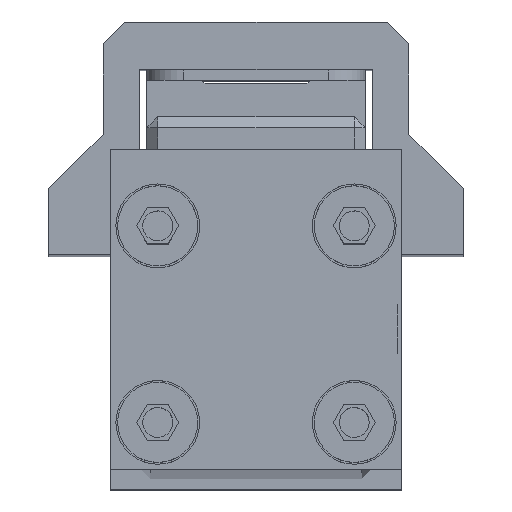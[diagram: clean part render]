
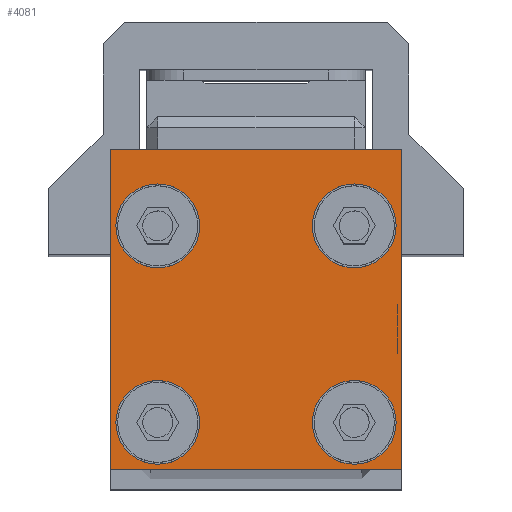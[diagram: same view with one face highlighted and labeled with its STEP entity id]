
A CAD part, top view. The second image highlights one B-rep face of the part: STEP entity #4081.
In plain terms, the highlighted planar face has unit normal (0, 0, 1).
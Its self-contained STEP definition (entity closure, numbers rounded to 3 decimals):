
#96=CIRCLE('',#4388,5.75);
#97=CIRCLE('',#4389,5.75);
#98=CIRCLE('',#4390,5.75);
#99=CIRCLE('',#4391,5.75);
#366=ORIENTED_EDGE('',*,*,#1408,.T.);
#367=ORIENTED_EDGE('',*,*,#1409,.T.);
#368=ORIENTED_EDGE('',*,*,#1410,.T.);
#369=ORIENTED_EDGE('',*,*,#1411,.T.);
#370=ORIENTED_EDGE('',*,*,#1351,.F.);
#371=ORIENTED_EDGE('',*,*,#1360,.F.);
#372=ORIENTED_EDGE('',*,*,#1342,.F.);
#373=ORIENTED_EDGE('',*,*,#1346,.F.);
#1342=EDGE_CURVE('',#1871,#1872,#2273,.T.);
#1346=EDGE_CURVE('',#1875,#1871,#2277,.T.);
#1351=EDGE_CURVE('',#1879,#1875,#2280,.T.);
#1360=EDGE_CURVE('',#1872,#1879,#2289,.T.);
#1408=EDGE_CURVE('',#1922,#1922,#96,.T.);
#1409=EDGE_CURVE('',#1923,#1923,#97,.T.);
#1410=EDGE_CURVE('',#1924,#1924,#98,.T.);
#1411=EDGE_CURVE('',#1925,#1925,#99,.T.);
#1871=VERTEX_POINT('',#6003);
#1872=VERTEX_POINT('',#6004);
#1875=VERTEX_POINT('',#6012);
#1879=VERTEX_POINT('',#6022);
#1922=VERTEX_POINT('',#6144);
#1923=VERTEX_POINT('',#6146);
#1924=VERTEX_POINT('',#6148);
#1925=VERTEX_POINT('',#6150);
#2273=LINE('',#6002,#2717);
#2277=LINE('',#6011,#2721);
#2280=LINE('',#6021,#2724);
#2289=LINE('',#6039,#2733);
#2717=VECTOR('',#4806,1000.);
#2721=VECTOR('',#4812,1000.);
#2724=VECTOR('',#4821,1000.);
#2733=VECTOR('',#4832,1000.);
#3148=EDGE_LOOP('',(#366));
#3149=EDGE_LOOP('',(#367));
#3150=EDGE_LOOP('',(#368));
#3151=EDGE_LOOP('',(#369));
#3152=EDGE_LOOP('',(#370,#371,#372,#373));
#3516=FACE_BOUND('',#3148,.T.);
#3517=FACE_BOUND('',#3149,.T.);
#3518=FACE_BOUND('',#3150,.T.);
#3519=FACE_BOUND('',#3151,.T.);
#3520=FACE_BOUND('',#3152,.T.);
#3871=PLANE('',#4387);
#4081=ADVANCED_FACE('',(#3516,#3517,#3518,#3519,#3520),#3871,.T.);
#4387=AXIS2_PLACEMENT_3D('',#6142,#4927,#4928);
#4388=AXIS2_PLACEMENT_3D('',#6143,#4929,#4930);
#4389=AXIS2_PLACEMENT_3D('',#6145,#4931,#4932);
#4390=AXIS2_PLACEMENT_3D('',#6147,#4933,#4934);
#4391=AXIS2_PLACEMENT_3D('',#6149,#4935,#4936);
#4806=DIRECTION('',(0.,1.,0.));
#4812=DIRECTION('',(-1.,0.,0.));
#4821=DIRECTION('',(0.,-1.,0.));
#4832=DIRECTION('',(1.,0.,0.));
#4927=DIRECTION('',(0.,0.,1.));
#4928=DIRECTION('',(1.,0.,0.));
#4929=DIRECTION('',(0.,0.,-1.));
#4930=DIRECTION('',(-1.,0.,0.));
#4931=DIRECTION('',(0.,0.,-1.));
#4932=DIRECTION('',(-1.,0.,0.));
#4933=DIRECTION('',(0.,0.,-1.));
#4934=DIRECTION('',(-1.,0.,0.));
#4935=DIRECTION('',(0.,0.,-1.));
#4936=DIRECTION('',(-1.,0.,0.));
#6002=CARTESIAN_POINT('',(-20.,-23.3,1577.));
#6003=CARTESIAN_POINT('',(-20.,-23.3,1577.));
#6004=CARTESIAN_POINT('',(-20.,20.7,1577.));
#6011=CARTESIAN_POINT('',(20.,-23.3,1577.));
#6012=CARTESIAN_POINT('',(20.,-23.3,1577.));
#6021=CARTESIAN_POINT('',(20.,20.7,1577.));
#6022=CARTESIAN_POINT('',(20.,20.7,1577.));
#6039=CARTESIAN_POINT('',(-20.,20.7,1577.));
#6142=CARTESIAN_POINT('',(0.,-1.3,1577.));
#6143=CARTESIAN_POINT('',(-13.5,-16.8,1577.));
#6144=CARTESIAN_POINT('',(-19.25,-16.8,1577.));
#6145=CARTESIAN_POINT('',(13.5,-16.8,1577.));
#6146=CARTESIAN_POINT('',(7.75,-16.8,1577.));
#6147=CARTESIAN_POINT('',(-13.5,10.2,1577.));
#6148=CARTESIAN_POINT('',(-19.25,10.2,1577.));
#6149=CARTESIAN_POINT('',(13.5,10.2,1577.));
#6150=CARTESIAN_POINT('',(7.75,10.2,1577.));
